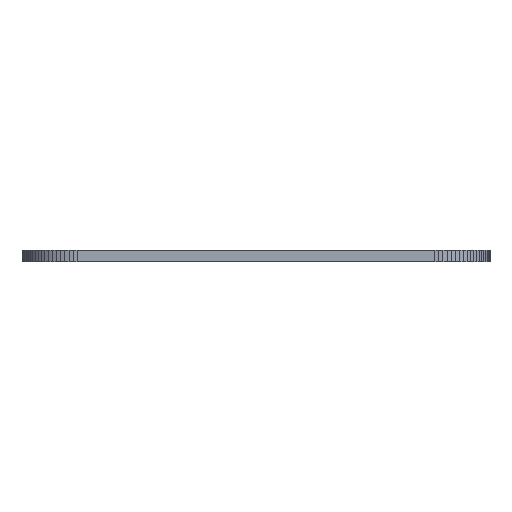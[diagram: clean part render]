
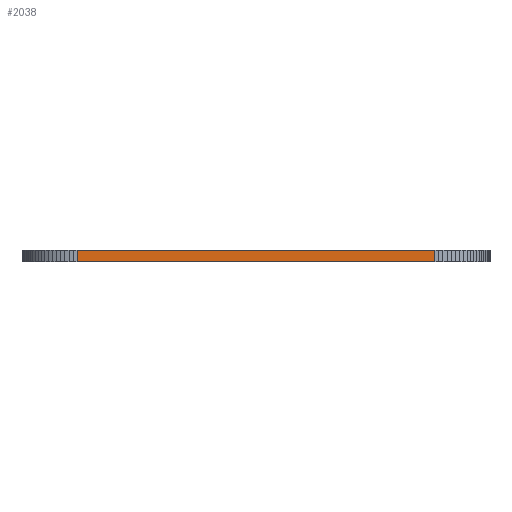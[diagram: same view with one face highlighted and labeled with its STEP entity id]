
A CAD part, front view. The second image highlights one B-rep face of the part: STEP entity #2038.
In plain terms, the highlighted planar face has unit normal (0, -1, 0).
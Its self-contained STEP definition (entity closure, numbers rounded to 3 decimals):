
#148 = ORIENTED_EDGE ( 'NONE', *, *, #1289, .F. ) ;
#445 = CARTESIAN_POINT ( 'NONE',  ( 2.993, -4.744, 1.6 ) ) ;
#487 = VERTEX_POINT ( 'NONE', #4070 ) ;
#656 = VERTEX_POINT ( 'NONE', #2342 ) ;
#930 = EDGE_CURVE ( 'NONE', #1705, #656, #4046, .T. ) ;
#937 = EDGE_CURVE ( 'NONE', #4719, #1705, #3730, .T. ) ;
#1155 = CARTESIAN_POINT ( 'NONE',  ( 54.347, -4.744, 1.6 ) ) ;
#1177 = PLANE ( 'NONE',  #2548 ) ;
#1289 = EDGE_CURVE ( 'NONE', #487, #656, #2826, .T. ) ;
#1460 = VECTOR ( 'NONE', #3906, 1000. ) ;
#1541 = CARTESIAN_POINT ( 'NONE',  ( 2.993, -4.744, 1.6 ) ) ;
#1705 = VERTEX_POINT ( 'NONE', #2728 ) ;
#1913 = DIRECTION ( 'NONE',  ( 0., 0., -1. ) ) ;
#1992 = VECTOR ( 'NONE', #3638, 1000. ) ;
#2038 = ADVANCED_FACE ( 'NONE', ( #4461 ), #1177, .F. ) ;
#2179 = CARTESIAN_POINT ( 'NONE',  ( 54.347, -4.744, 0. ) ) ;
#2250 = DIRECTION ( 'NONE',  ( 0., 0., 1. ) ) ;
#2274 = VECTOR ( 'NONE', #4675, 1000. ) ;
#2342 = CARTESIAN_POINT ( 'NONE',  ( 54.347, -4.744, 0. ) ) ;
#2476 = CARTESIAN_POINT ( 'NONE',  ( 54.347, -4.744, 1.6 ) ) ;
#2548 = AXIS2_PLACEMENT_3D ( 'NONE', #1155, #2616, #2250 ) ;
#2616 = DIRECTION ( 'NONE',  ( 0., 1., 0. ) ) ;
#2728 = CARTESIAN_POINT ( 'NONE',  ( 2.993, -4.744, 0. ) ) ;
#2826 = LINE ( 'NONE', #2476, #1460 ) ;
#2988 = VECTOR ( 'NONE', #1913, 1000. ) ;
#3183 = EDGE_LOOP ( 'NONE', ( #4125, #148, #3716, #3962 ) ) ;
#3517 = LINE ( 'NONE', #3931, #2274 ) ;
#3638 = DIRECTION ( 'NONE',  ( 1., 0., 0. ) ) ;
#3693 = EDGE_CURVE ( 'NONE', #4719, #487, #3517, .T. ) ;
#3716 = ORIENTED_EDGE ( 'NONE', *, *, #3693, .F. ) ;
#3730 = LINE ( 'NONE', #445, #2988 ) ;
#3906 = DIRECTION ( 'NONE',  ( 0., 0., -1. ) ) ;
#3931 = CARTESIAN_POINT ( 'NONE',  ( 54.347, -4.744, 1.6 ) ) ;
#3962 = ORIENTED_EDGE ( 'NONE', *, *, #937, .T. ) ;
#4046 = LINE ( 'NONE', #2179, #1992 ) ;
#4070 = CARTESIAN_POINT ( 'NONE',  ( 54.347, -4.744, 1.6 ) ) ;
#4125 = ORIENTED_EDGE ( 'NONE', *, *, #930, .T. ) ;
#4461 = FACE_OUTER_BOUND ( 'NONE', #3183, .T. ) ;
#4675 = DIRECTION ( 'NONE',  ( 1., 0., 0. ) ) ;
#4719 = VERTEX_POINT ( 'NONE', #1541 ) ;
